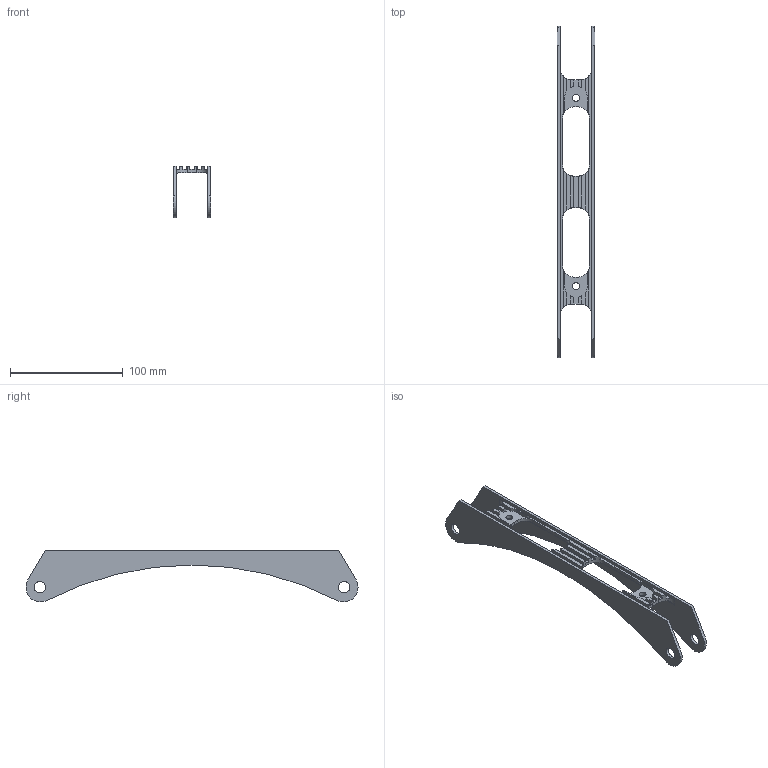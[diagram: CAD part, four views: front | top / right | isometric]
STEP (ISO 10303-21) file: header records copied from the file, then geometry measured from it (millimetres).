
FILE_DESCRIPTION(/* description */ (''),/* implementation_level */ '2;1');
FILE_NAME(/* name */ 'Core-Large 270mm v2.step',/* time_stamp */ '2021-10-05T14:07:21-04:00',/* author */ (''),/* organization */ (''),/* preprocessor_version */ 'ST-DEVELOPER v18.1',/* originating_system */ 'Autodesk Translation Framework v10.10.0.1391',/* authorisation */ '');
FILE_SCHEMA (('AUTOMOTIVE_DESIGN { 1 0 10303 214 3 1 1 }'));
Length unit declared in the file: millimetre
Products named in the file (1): Core-Large CDK
Bounding box: 33 x 294.62 x 45.99 mm (x, y, z)
Volume: 46221.8 mm3; surface area: 38770.5 mm2
Topology: 1 solids, 1 shells, 104 faces, 312 edges, 208 vertices
Faces by surface type: plane 70, cylinder 34
Full cylindrical faces by diameter (mm): 6.2 x2, 10.1 x4
Entity records: 3641 total; most frequent: CARTESIAN_POINT 693, ORIENTED_EDGE 624, DIRECTION 610, EDGE_CURVE 312, VERTEX_POINT 208, AXIS2_PLACEMENT_3D 205, LINE 200, VECTOR 200
